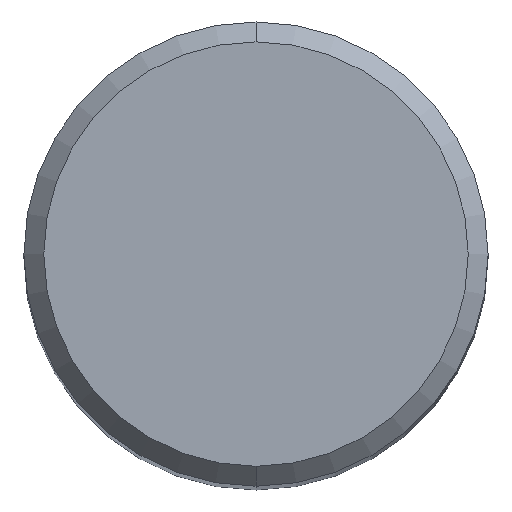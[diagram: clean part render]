
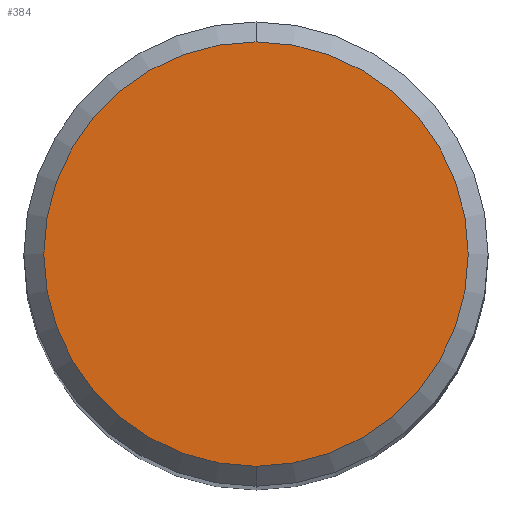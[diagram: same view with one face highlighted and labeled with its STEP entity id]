
A CAD part, top view. The second image highlights one B-rep face of the part: STEP entity #384.
In plain terms, the highlighted planar face has unit normal (0, 0, 1).
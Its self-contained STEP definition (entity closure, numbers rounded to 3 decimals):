
#214=VERTEX_POINT('',#521);
#282=VERTEX_POINT('',#593);
#320=EDGE_CURVE('',#214,#282,#638,.T.);
#370=EDGE_CURVE('',#282,#214,#692,.T.);
#384=ADVANCED_FACE('',(#707),#708,.T.);
#521=CARTESIAN_POINT('',(0.0,6.4,0.0));
#593=CARTESIAN_POINT('',(0.,-6.4,0.0));
#638=CIRCLE('',#1138,6.4);
#692=CIRCLE('',#1281,6.4);
#707=FACE_OUTER_BOUND('',#1299,.T.);
#708=PLANE('',#1300);
#1138=AXIS2_PLACEMENT_3D('',#1673,#1674,#1675);
#1281=AXIS2_PLACEMENT_3D('',#1722,#1723,#1724);
#1299=EDGE_LOOP('',(#1737,#1738));
#1300=AXIS2_PLACEMENT_3D('',#1739,#1740,#1741);
#1673=CARTESIAN_POINT('',(0.0,0.0,0.0));
#1674=DIRECTION('',(0.0,0.0,-1.0));
#1675=DIRECTION('',(0.0,1.0,0.0));
#1722=CARTESIAN_POINT('',(0.0,0.0,0.0));
#1723=DIRECTION('',(0.0,0.0,-1.0));
#1724=DIRECTION('',(0.0,1.0,0.0));
#1737=ORIENTED_EDGE('',*,*,#320,.F.);
#1738=ORIENTED_EDGE('',*,*,#370,.F.);
#1739=CARTESIAN_POINT('',(0.0,3.2,0.0));
#1740=DIRECTION('',(-0.0,0.0,1.0));
#1741=DIRECTION('',(0.0,-1.0,0.0));
